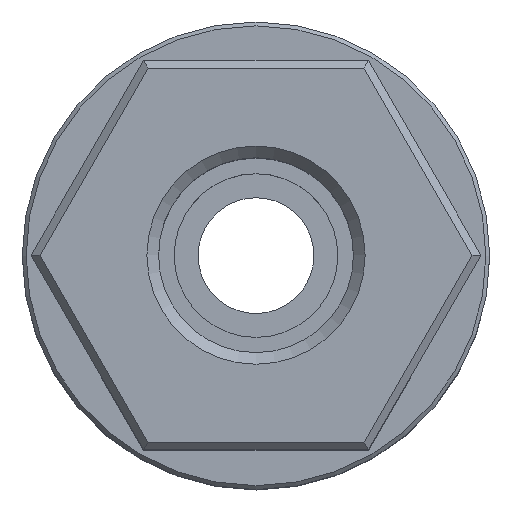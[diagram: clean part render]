
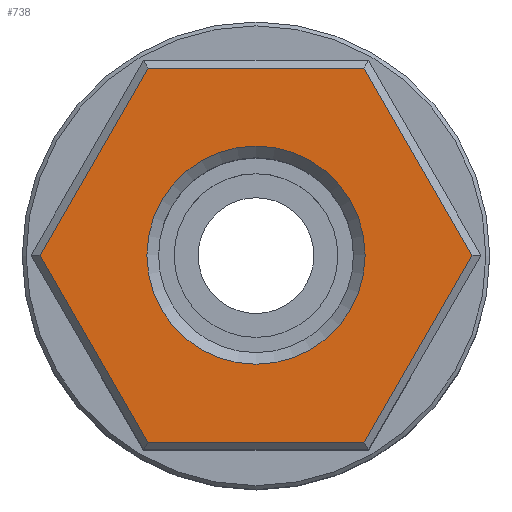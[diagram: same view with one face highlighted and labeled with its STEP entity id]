
A CAD part, top view. The second image highlights one B-rep face of the part: STEP entity #738.
In plain terms, the highlighted planar face has unit normal (0, 0, 1).
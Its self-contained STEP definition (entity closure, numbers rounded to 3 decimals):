
#568=CARTESIAN_POINT('',(57.165,-39.64,0.));
#569=VERTEX_POINT('',#568);
#577=CARTESIAN_POINT('',(54.394,-34.84,0.));
#578=VERTEX_POINT('',#577);
#585=CARTESIAN_POINT('',(55.779,-37.24,0.));
#586=DIRECTION('',(0.5,-0.866,0.));
#587=VECTOR('',#586,1.);
#588=LINE('',#585,#587);
#589=EDGE_CURVE('',#578,#569,#588,.T.);
#599=CARTESIAN_POINT('',(48.851,-34.84,0.));
#600=VERTEX_POINT('',#599);
#601=CARTESIAN_POINT('',(53.788,-34.84,0.));
#602=DIRECTION('',(1.,0.,0.));
#603=VECTOR('',#602,1.);
#604=LINE('',#601,#603);
#605=EDGE_CURVE('',#600,#578,#604,.T.);
#623=CARTESIAN_POINT('',(46.08,-39.64,0.));
#624=VERTEX_POINT('',#623);
#625=CARTESIAN_POINT('',(48.548,-35.365,0.));
#626=DIRECTION('',(0.5,0.866,0.));
#627=VECTOR('',#626,1.);
#628=LINE('',#625,#627);
#629=EDGE_CURVE('',#624,#600,#628,.T.);
#647=CARTESIAN_POINT('',(48.851,-44.44,0.));
#648=VERTEX_POINT('',#647);
#649=CARTESIAN_POINT('',(47.466,-42.04,0.));
#650=DIRECTION('',(-0.5,0.866,0.));
#651=VECTOR('',#650,1.);
#652=LINE('',#649,#651);
#653=EDGE_CURVE('',#648,#624,#652,.T.);
#680=CARTESIAN_POINT('',(54.394,-44.44,0.));
#681=VERTEX_POINT('',#680);
#688=CARTESIAN_POINT('',(53.788,-44.44,0.));
#689=DIRECTION('',(-1.,0.,0.));
#690=VECTOR('',#689,1.);
#691=LINE('',#688,#690);
#692=EDGE_CURVE('',#681,#648,#691,.T.);
#709=ORIENTED_EDGE('',*,*,#589,.F.);
#710=ORIENTED_EDGE('',*,*,#605,.F.);
#711=ORIENTED_EDGE('',*,*,#629,.F.);
#712=ORIENTED_EDGE('',*,*,#653,.F.);
#713=ORIENTED_EDGE('',*,*,#692,.F.);
#714=CARTESIAN_POINT('',(56.862,-40.165,0.));
#715=DIRECTION('',(-0.5,-0.866,0.));
#716=VECTOR('',#715,1.);
#717=LINE('',#714,#716);
#718=EDGE_CURVE('',#569,#681,#717,.T.);
#719=ORIENTED_EDGE('',*,*,#718,.F.);
#720=EDGE_LOOP('',(#709,#710,#711,#712,#713,#719));
#721=FACE_OUTER_BOUND('',#720,.T.);
#722=CARTESIAN_POINT('',(54.423,-39.64,0.));
#723=VERTEX_POINT('',#722);
#724=CARTESIAN_POINT('',(51.623,-39.64,0.));
#725=DIRECTION('',(0.,0.,1.));
#726=DIRECTION('',(-1.,0.,0.));
#727=AXIS2_PLACEMENT_3D('',#724,#725,#726);
#728=CIRCLE('',#727,2.8);
#729=EDGE_CURVE('',#723,#723,#728,.T.);
#730=ORIENTED_EDGE('',*,*,#729,.F.);
#731=EDGE_LOOP('',(#730));
#732=FACE_BOUND('',#731,.T.);
#733=CARTESIAN_POINT('',(55.953,-37.14,0.));
#734=DIRECTION('',(0.,0.,1.));
#735=DIRECTION('',(-1.,0.,0.));
#736=AXIS2_PLACEMENT_3D('',#733,#734,#735);
#737=PLANE('',#736);
#738=ADVANCED_FACE('',(#721,#732),#737,.T.);
